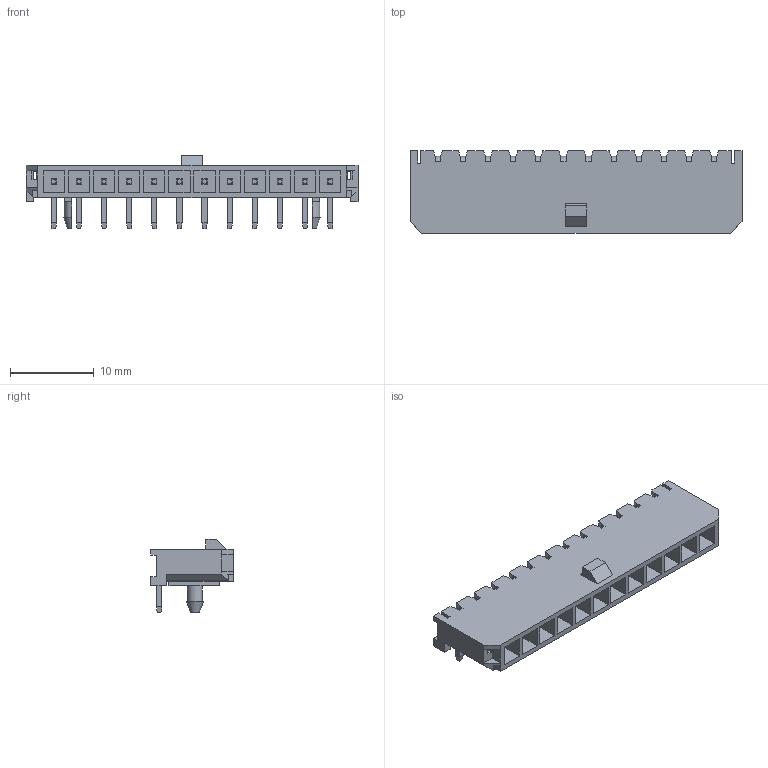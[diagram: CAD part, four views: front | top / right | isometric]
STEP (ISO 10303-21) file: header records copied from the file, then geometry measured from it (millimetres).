
FILE_DESCRIPTION(/* description */ ('Unknown'),/* implementation_level */ '2;1');
FILE_NAME(/* name */ '66201211022',/* time_stamp */ '2018-03-27T14:12:08+02:00',/* author */ ('Unknown'),/* organization */ ('Unknown'),/* preprocessor_version */ 'ST-DEVELOPER v16.7',/* originating_system */ 'DEX',/* authorisation */ $);
FILE_SCHEMA (('AUTOMOTIVE_DESIGN {1 0 10303 214 3 1 1}'));
Length unit declared in the file: millimetre
Products named in the file (3): 6620xx11022; 66201211022; 6620xx11022_PIN
Assembly tree (13 placements, depth 2):
  6620xx11022
    66201211022
    6620xx11022_PIN  x12
Bounding box: 39.65 x 9.9 x 8.76 mm (x, y, z)
Volume: 961.1 mm3; surface area: 2577 mm2
Topology: 13 solids, 13 shells, 598 faces, 1575 edges, 998 vertices
Faces by surface type: plane 569, cylinder 27, cone 2
Entity records: 12859 total; most frequent: CARTESIAN_POINT 2283, ORIENTED_EDGE 2270, DIRECTION 1979, EDGE_CURVE 1135, LINE 1119, VECTOR 1119, VERTEX_POINT 734, AXIS2_PLACEMENT_3D 430
